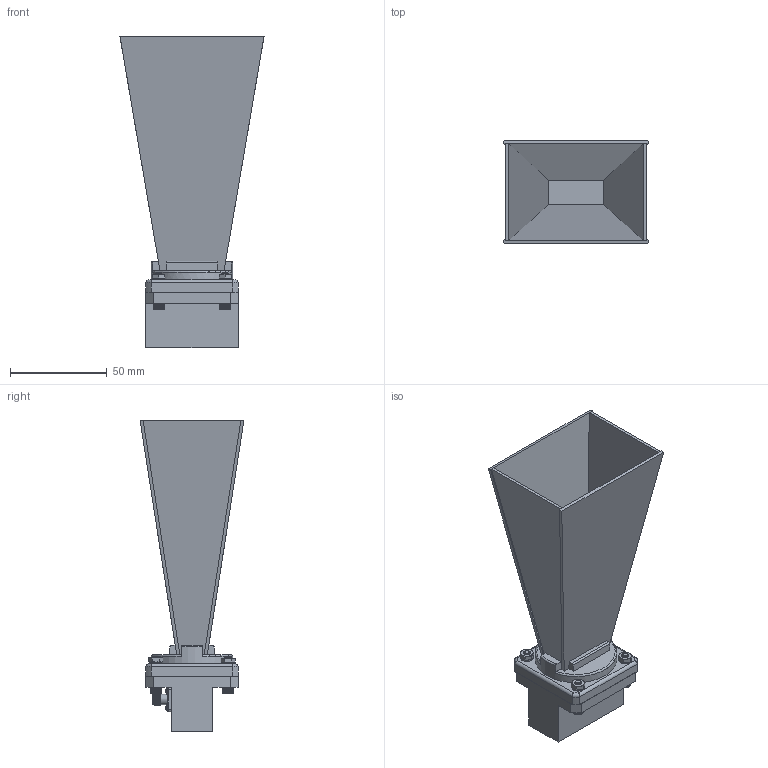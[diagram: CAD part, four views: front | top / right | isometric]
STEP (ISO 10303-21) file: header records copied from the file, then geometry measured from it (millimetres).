
FILE_DESCRIPTION (( 'STEP AP214' ), '1' );
FILE_NAME ('PE9858B-SF-15_3D.STEP', '2021-03-11T21:05:22', ( '' ), ( '' ), 'SwSTEP 2.0', 'SolidWorks 2020', '' );
FILE_SCHEMA (( 'AUTOMOTIVE_DESIGN' ));
Length unit declared in the file: millimetre
Products named in the file (6): 6-32SH-HXx.625_92196A150; PE9884; PE9858B-SF-15_3D; PE9858B-15; 6-32HN-NARROW_90730A007; 6-LW
Assembly tree (14 placements, depth 2):
  PE9858B-SF-15_3D
    PE9884
    PE9858B-15
    6-32SH-HXx.625_92196A150  x4
    6-32HN-NARROW_90730A007  x4
    6-LW  x4
Bounding box: 74.52 x 53.7 x 161.16 mm (x, y, z)
Volume: 78577.5 mm3; surface area: 63845.9 mm2
Topology: 15 solids, 19 shells, 1189 faces, 2777 edges, 1649 vertices
Faces by surface type: plane 725, cone 350, cylinder 62, bspline 43, torus 9
Full cylindrical faces by diameter (mm): 0.914 x1, 1.016 x1, 1.168 x1, 2.578 x4, 3.454 x4, 4.293 x4, 4.318 x4, 4.521 x1, 5.334 x2, 42.164 x1
Entity records: 24326 total; most frequent: CARTESIAN_POINT 13699, ORIENTED_EDGE 2280, DIRECTION 1844, EDGE_CURVE 1140, VERTEX_POINT 724, AXIS2_PLACEMENT_3D 690, EDGE_LOOP 568, FACE_OUTER_BOUND 515
